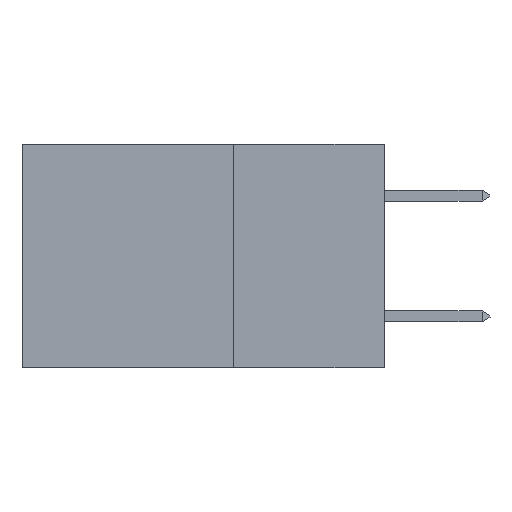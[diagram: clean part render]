
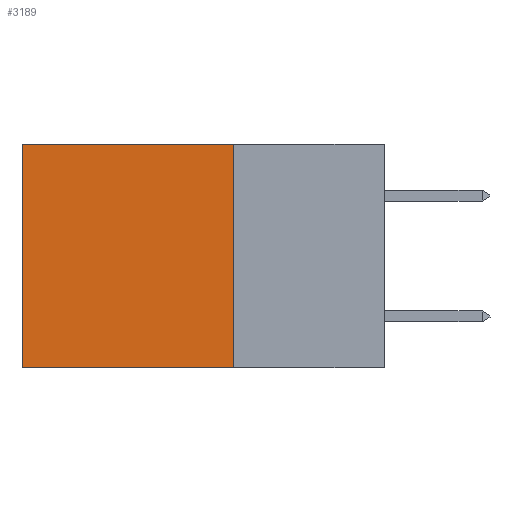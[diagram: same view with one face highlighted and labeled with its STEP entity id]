
A CAD part, left-side view. The second image highlights one B-rep face of the part: STEP entity #3189.
In plain terms, the highlighted planar face has unit normal (-1, 0, 0).
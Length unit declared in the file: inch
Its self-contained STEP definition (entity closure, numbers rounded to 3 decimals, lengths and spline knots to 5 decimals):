
#18 = CARTESIAN_POINT ( 'NONE',  ( 0.2875, 0.25, 0. ) ) ;
#179 = LINE ( 'NONE', #18, #19183 ) ;
#1285 = CARTESIAN_POINT ( 'NONE',  ( 0.2875, 0.6, -0.37 ) ) ;
#1336 = VERTEX_POINT ( 'NONE', #20128 ) ;
#2450 = VERTEX_POINT ( 'NONE', #21341 ) ;
#3189 = ADVANCED_FACE ( 'NONE', ( #17682 ), #23681, .F. ) ;
#3644 = DIRECTION ( 'NONE',  ( 0., 0., -1. ) ) ;
#4301 = DIRECTION ( 'NONE',  ( 0., 1., 0. ) ) ;
#4936 = DIRECTION ( 'NONE',  ( 0., 0., -1. ) ) ;
#5271 = EDGE_CURVE ( 'NONE', #21242, #17334, #18707, .T. ) ;
#5800 = ORIENTED_EDGE ( 'NONE', *, *, #11239, .T. ) ;
#5908 = ORIENTED_EDGE ( 'NONE', *, *, #21130, .F. ) ;
#7380 = EDGE_CURVE ( 'NONE', #2450, #1336, #179, .T. ) ;
#7409 = EDGE_LOOP ( 'NONE', ( #19660, #5908, #12315, #5800 ) ) ;
#8928 = VECTOR ( 'NONE', #16888, 39.37008 ) ;
#9611 = CARTESIAN_POINT ( 'NONE',  ( 0.2875, 0.25, 0. ) ) ;
#9920 = AXIS2_PLACEMENT_3D ( 'NONE', #12784, #14604, #3644 ) ;
#11239 = EDGE_CURVE ( 'NONE', #2450, #21242, #19230, .T. ) ;
#12315 = ORIENTED_EDGE ( 'NONE', *, *, #7380, .F. ) ;
#12549 = LINE ( 'NONE', #22498, #21115 ) ;
#12784 = CARTESIAN_POINT ( 'NONE',  ( 0.2875, 0.25, 0. ) ) ;
#12922 = DIRECTION ( 'NONE',  ( 0., 0., -1. ) ) ;
#14018 = CARTESIAN_POINT ( 'NONE',  ( 0.2875, 0.6, 0. ) ) ;
#14604 = DIRECTION ( 'NONE',  ( 1., 0., 0. ) ) ;
#15549 = CARTESIAN_POINT ( 'NONE',  ( 0.2875, 0.6, 0. ) ) ;
#16888 = DIRECTION ( 'NONE',  ( 0., 1., 0. ) ) ;
#17334 = VERTEX_POINT ( 'NONE', #1285 ) ;
#17682 = FACE_OUTER_BOUND ( 'NONE', #7409, .T. ) ;
#18143 = VECTOR ( 'NONE', #4936, 39.37008 ) ;
#18707 = LINE ( 'NONE', #14018, #18143 ) ;
#19183 = VECTOR ( 'NONE', #12922, 39.37008 ) ;
#19230 = LINE ( 'NONE', #9611, #8928 ) ;
#19660 = ORIENTED_EDGE ( 'NONE', *, *, #5271, .T. ) ;
#20128 = CARTESIAN_POINT ( 'NONE',  ( 0.2875, 0.25, -0.37 ) ) ;
#21115 = VECTOR ( 'NONE', #4301, 39.37008 ) ;
#21130 = EDGE_CURVE ( 'NONE', #1336, #17334, #12549, .T. ) ;
#21242 = VERTEX_POINT ( 'NONE', #15549 ) ;
#21341 = CARTESIAN_POINT ( 'NONE',  ( 0.2875, 0.25, 0. ) ) ;
#22498 = CARTESIAN_POINT ( 'NONE',  ( 0.2875, 0.25, -0.37 ) ) ;
#23681 = PLANE ( 'NONE',  #9920 ) ;
